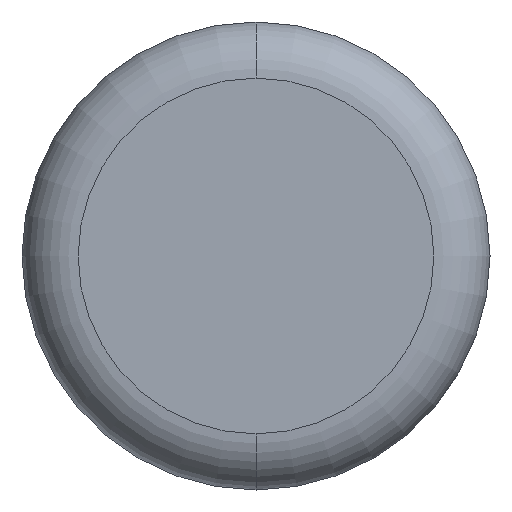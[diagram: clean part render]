
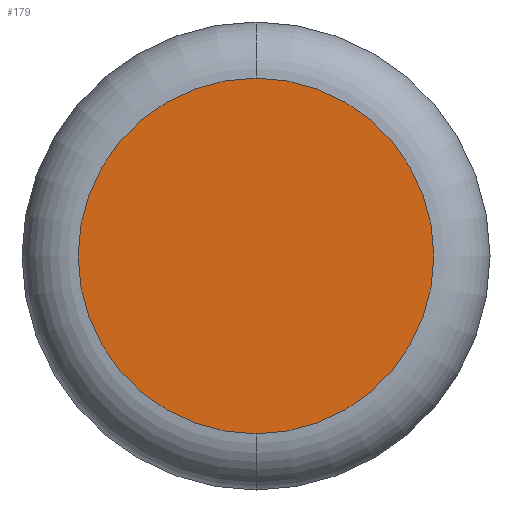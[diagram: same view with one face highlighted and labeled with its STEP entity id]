
A CAD part, front view. The second image highlights one B-rep face of the part: STEP entity #179.
In plain terms, the highlighted planar face has unit normal (0, -1, 0).
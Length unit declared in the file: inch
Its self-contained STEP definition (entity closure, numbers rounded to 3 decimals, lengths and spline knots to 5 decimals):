
#12 = FACE_OUTER_BOUND ( 'NONE', #384, .T. ) ;
#19 = ORIENTED_EDGE ( 'NONE', *, *, #242, .T. ) ;
#20 = AXIS2_PLACEMENT_3D ( 'NONE', #393, #302, #83 ) ;
#27 = CARTESIAN_POINT ( 'NONE',  ( 0., 0., 0.19 ) ) ;
#28 = VERTEX_POINT ( 'NONE', #55 ) ;
#43 = PLANE ( 'NONE',  #61 ) ;
#55 = CARTESIAN_POINT ( 'NONE',  ( 0., 0., -0.19 ) ) ;
#61 = AXIS2_PLACEMENT_3D ( 'NONE', #154, #295, #323 ) ;
#83 = DIRECTION ( 'NONE',  ( 0., 0., -1. ) ) ;
#111 = ORIENTED_EDGE ( 'NONE', *, *, #397, .T. ) ;
#121 = CIRCLE ( 'NONE', #20, 0.19 ) ;
#123 = AXIS2_PLACEMENT_3D ( 'NONE', #386, #382, #235 ) ;
#154 = CARTESIAN_POINT ( 'NONE',  ( 0., 0., 0. ) ) ;
#176 = VERTEX_POINT ( 'NONE', #27 ) ;
#179 = ADVANCED_FACE ( 'NONE', ( #12 ), #43, .T. ) ;
#235 = DIRECTION ( 'NONE',  ( 0., 0., -1. ) ) ;
#242 = EDGE_CURVE ( 'NONE', #176, #28, #121, .T. ) ;
#271 = CIRCLE ( 'NONE', #123, 0.19 ) ;
#295 = DIRECTION ( 'NONE',  ( 0., -1., 0. ) ) ;
#302 = DIRECTION ( 'NONE',  ( 0., -1., 0. ) ) ;
#323 = DIRECTION ( 'NONE',  ( 0., 0., -1. ) ) ;
#382 = DIRECTION ( 'NONE',  ( 0., -1., 0. ) ) ;
#384 = EDGE_LOOP ( 'NONE', ( #111, #19 ) ) ;
#386 = CARTESIAN_POINT ( 'NONE',  ( 0., 0., 0. ) ) ;
#393 = CARTESIAN_POINT ( 'NONE',  ( 0., 0., 0. ) ) ;
#397 = EDGE_CURVE ( 'NONE', #28, #176, #271, .T. ) ;
